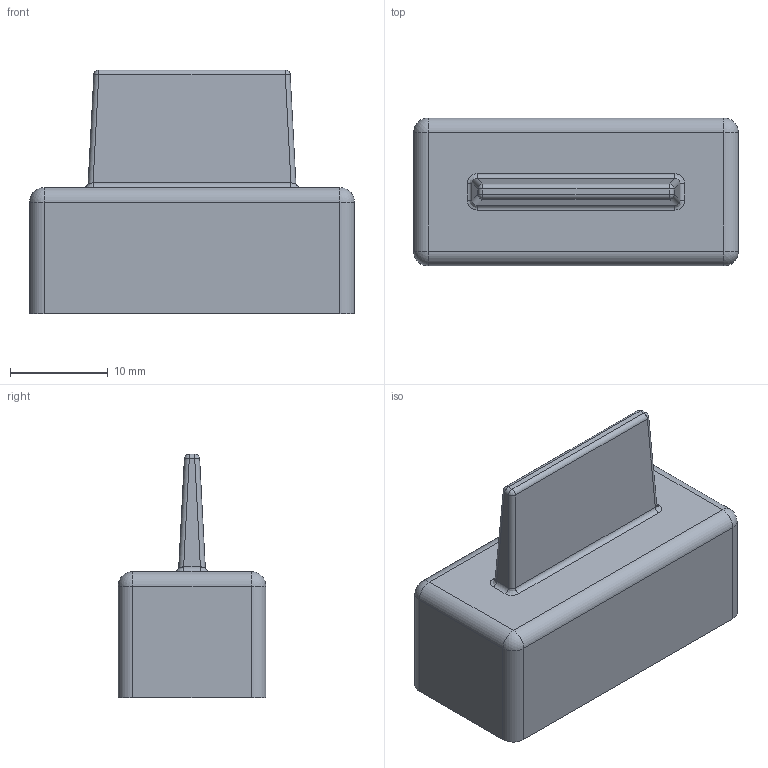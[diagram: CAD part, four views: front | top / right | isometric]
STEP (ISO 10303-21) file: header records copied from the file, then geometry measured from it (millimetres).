
FILE_DESCRIPTION((''),'2;1');
FILE_NAME('3350_0896_345','2020-01-31T',('presta_be4'),(''),'CREO PARAMETRIC BY PTC INC, 2018360','CREO PARAMETRIC BY PTC INC, 2018360','');
FILE_SCHEMA(('CONFIG_CONTROL_DESIGN'));
Length unit declared in the file: millimetre
Products named in the file (1): 3350_0896_345
Bounding box: 33.2 x 15.1 x 24.9 mm (x, y, z)
Volume: 1742.9 mm3; surface area: 3728.3 mm2
Topology: 1 solids, 1 shells, 92 faces, 224 edges, 136 vertices
Faces by surface type: plane 44, cylinder 32, sphere 8, bspline 4, cone 4
Entity records: 2876 total; most frequent: CARTESIAN_POINT 670, DIRECTION 456, ORIENTED_EDGE 448, EDGE_CURVE 224, VECTOR 152, LINE 152, AXIS2_PLACEMENT_3D 152, VERTEX_POINT 136
